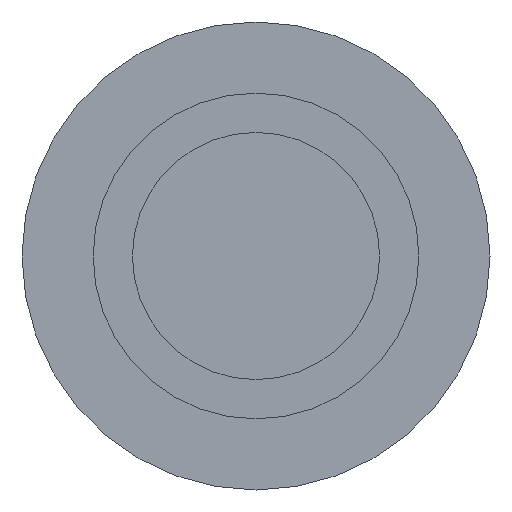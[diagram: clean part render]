
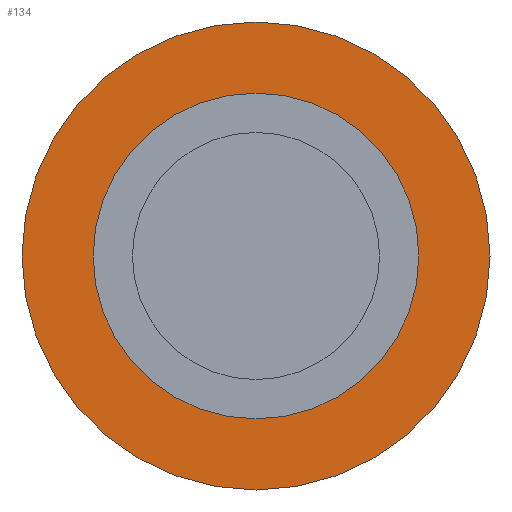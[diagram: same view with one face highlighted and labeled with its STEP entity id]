
A CAD part, front view. The second image highlights one B-rep face of the part: STEP entity #134.
In plain terms, the highlighted planar face has unit normal (0, -1, 0).
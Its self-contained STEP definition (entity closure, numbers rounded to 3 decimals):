
#19 = CARTESIAN_POINT ( 'NONE',  ( 0., 0., 0. ) ) ;
#24 = CARTESIAN_POINT ( 'NONE',  ( 0., 0., 26.1 ) ) ;
#32 = CIRCLE ( 'NONE', #331, 26.1 ) ;
#49 = DIRECTION ( 'NONE',  ( 0., 0., -1. ) ) ;
#66 = CIRCLE ( 'NONE', #319, 37.5 ) ;
#83 = DIRECTION ( 'NONE',  ( 0., -1., 0. ) ) ;
#86 = CARTESIAN_POINT ( 'NONE',  ( 0., 0., -37.5 ) ) ;
#100 = CARTESIAN_POINT ( 'NONE',  ( 0., 0., -26.1 ) ) ;
#101 = DIRECTION ( 'NONE',  ( 0., -1., 0. ) ) ;
#106 = EDGE_CURVE ( 'NONE', #232, #114, #272, .T. ) ;
#107 = DIRECTION ( 'NONE',  ( 0., 0., 1. ) ) ;
#114 = VERTEX_POINT ( 'NONE', #245 ) ;
#116 = EDGE_CURVE ( 'NONE', #146, #332, #66, .T. ) ;
#134 = ADVANCED_FACE ( 'NONE', ( #296, #238 ), #274, .F. ) ;
#138 = AXIS2_PLACEMENT_3D ( 'NONE', #19, #212, #49 ) ;
#146 = VERTEX_POINT ( 'NONE', #86 ) ;
#158 = EDGE_CURVE ( 'NONE', #332, #146, #229, .T. ) ;
#162 = EDGE_CURVE ( 'NONE', #114, #232, #32, .T. ) ;
#165 = CARTESIAN_POINT ( 'NONE',  ( 0., 0., 0. ) ) ;
#182 = DIRECTION ( 'NONE',  ( 0., 1., 0. ) ) ;
#207 = CARTESIAN_POINT ( 'NONE',  ( 0., 0., 0. ) ) ;
#212 = DIRECTION ( 'NONE',  ( 0., -1., 0. ) ) ;
#227 = ORIENTED_EDGE ( 'NONE', *, *, #158, .T. ) ;
#228 = EDGE_LOOP ( 'NONE', ( #270, #298 ) ) ;
#229 = CIRCLE ( 'NONE', #138, 37.5 ) ;
#232 = VERTEX_POINT ( 'NONE', #100 ) ;
#238 = FACE_OUTER_BOUND ( 'NONE', #247, .T. ) ;
#245 = CARTESIAN_POINT ( 'NONE',  ( 0., 0., 26.1 ) ) ;
#247 = EDGE_LOOP ( 'NONE', ( #304, #227 ) ) ;
#262 = AXIS2_PLACEMENT_3D ( 'NONE', #207, #83, #264 ) ;
#264 = DIRECTION ( 'NONE',  ( 0., 0., -1. ) ) ;
#266 = DIRECTION ( 'NONE',  ( 0., 0., -1. ) ) ;
#269 = DIRECTION ( 'NONE',  ( 0., 0., -1. ) ) ;
#270 = ORIENTED_EDGE ( 'NONE', *, *, #106, .F. ) ;
#272 = CIRCLE ( 'NONE', #262, 26.1 ) ;
#274 = PLANE ( 'NONE',  #281 ) ;
#281 = AXIS2_PLACEMENT_3D ( 'NONE', #24, #182, #107 ) ;
#282 = CARTESIAN_POINT ( 'NONE',  ( 0., 0., 37.5 ) ) ;
#290 = DIRECTION ( 'NONE',  ( 0., -1., 0. ) ) ;
#296 = FACE_BOUND ( 'NONE', #228, .T. ) ;
#298 = ORIENTED_EDGE ( 'NONE', *, *, #162, .F. ) ;
#299 = CARTESIAN_POINT ( 'NONE',  ( 0., 0., 0. ) ) ;
#304 = ORIENTED_EDGE ( 'NONE', *, *, #116, .T. ) ;
#319 = AXIS2_PLACEMENT_3D ( 'NONE', #299, #290, #266 ) ;
#331 = AXIS2_PLACEMENT_3D ( 'NONE', #165, #101, #269 ) ;
#332 = VERTEX_POINT ( 'NONE', #282 ) ;
